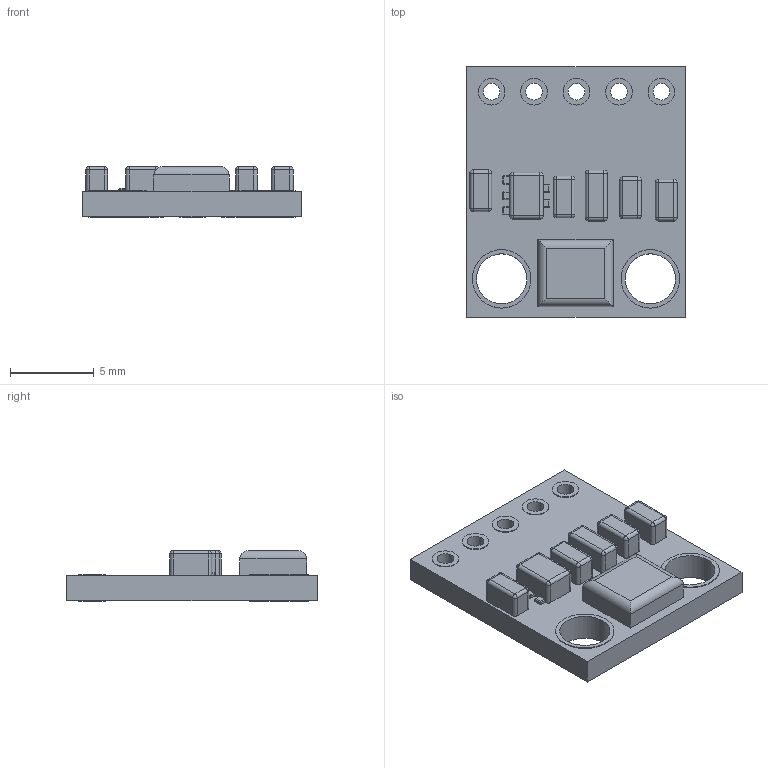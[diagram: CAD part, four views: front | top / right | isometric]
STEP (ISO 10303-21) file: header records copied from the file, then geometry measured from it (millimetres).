
FILE_DESCRIPTION(/* description */ (''),/* implementation_level */ '2;1');
FILE_NAME(/* name */ 'OSNOVANIE.stp',/* time_stamp */ '2016-03-04T10:41:54+02:00',/* author */ ('Oleg'),/* organization */ (''),/* preprocessor_version */ 'ST-DEVELOPER v15.2',/* originating_system */ 'Autodesk Inventor 2014',/* authorisation */ '');
FILE_SCHEMA (('AUTOMOTIVE_DESIGN { 1 0 10303 214 3 1 1 }'));
Length unit declared in the file: millimetre
Products named in the file (1): OSNOVANIE
Bounding box: 13.1 x 15 x 3.05 mm (x, y, z)
Volume: 328.3 mm3; surface area: 589.4 mm2
Topology: 1 solids, 1 shells, 207 faces, 453 edges, 269 vertices
Faces by surface type: cylinder 98, plane 75, sphere 34
Full cylindrical faces by diameter (mm): 1 x5, 1.6 x10, 3 x2, 3.5 x4
Entity records: 5724 total; most frequent: DIRECTION 1033, CARTESIAN_POINT 895, ORIENTED_EDGE 850, EDGE_CURVE 425, AXIS2_PLACEMENT_3D 400, EDGE_LOOP 263, VERTEX_POINT 262, LINE 233
